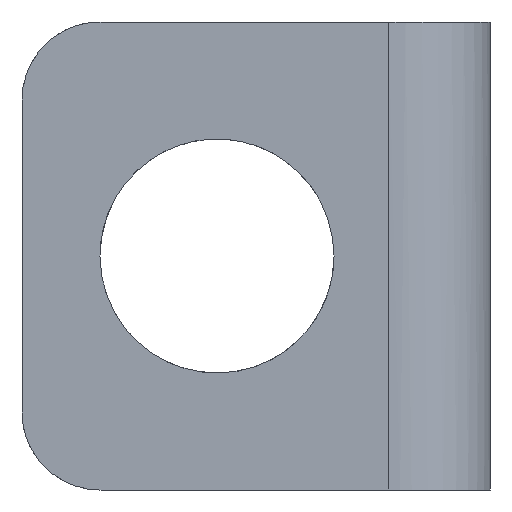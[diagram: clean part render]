
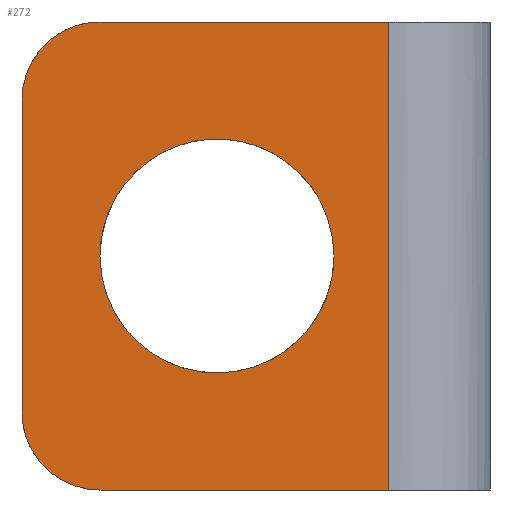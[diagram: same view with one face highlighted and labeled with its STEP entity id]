
A CAD part, left-side view. The second image highlights one B-rep face of the part: STEP entity #272.
In plain terms, the highlighted free-form (B-spline) face has degree [1, 1] with [2, 2] control points.
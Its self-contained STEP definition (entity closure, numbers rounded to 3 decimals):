
#1 = EDGE_CURVE ( 'NONE', #411, #105, #213, .T. ) ;
#17 = ORIENTED_EDGE ( 'NONE', *, *, #458, .F. ) ;
#20 = CARTESIAN_POINT ( 'NONE',  ( 5048.307, 505.356, 55.858 ) ) ;
#26 = CARTESIAN_POINT ( 'NONE',  ( 5048.307, 495.356, 60. ) ) ;
#33 = CARTESIAN_POINT ( 'NONE',  ( 5048.307, 501.214, 0. ) ) ;
#35 = VERTEX_POINT ( 'NONE', #590 ) ;
#39 = CARTESIAN_POINT ( 'NONE',  ( 5048.307, 465.356, 30. ) ) ;
#50 = CARTESIAN_POINT ( 'NONE',  ( 5048.307, 505.356, 10. ) ) ;
#58 = ORIENTED_EDGE ( 'NONE', *, *, #69, .F. ) ;
#61 = CARTESIAN_POINT ( 'NONE',  ( 5048.307, 465.356, 30. ) ) ;
#69 = EDGE_CURVE ( 'NONE', #596, #591, #406, .T. ) ;
#73 = CARTESIAN_POINT ( 'NONE',  ( 5048.307, 465.356, 30. ) ) ;
#78 = CARTESIAN_POINT ( 'NONE',  ( 5048.307, 495.356, 0. ) ) ;
#80 = CARTESIAN_POINT ( 'NONE',  ( 5048.307, 458.356, 60. ) ) ;
#81 = CARTESIAN_POINT ( 'NONE',  ( 5048.307, 489.143, 45. ) ) ;
#86 = CARTESIAN_POINT ( 'NONE',  ( 5048.307, 505.356, 0. ) ) ;
#88 = CARTESIAN_POINT ( 'NONE',  ( 5048.307, 480.356, 45. ) ) ;
#92 = CARTESIAN_POINT ( 'NONE',  ( 5048.307, 495.356, 60. ) ) ;
#105 = VERTEX_POINT ( 'NONE', #92 ) ;
#114 = VERTEX_POINT ( 'NONE', #179 ) ;
#125 = CARTESIAN_POINT ( 'NONE',  ( 5048.307, 495.356, 38.787 ) ) ;
#126 = CARTESIAN_POINT ( 'NONE',  ( 5048.307, 458.356, 0. ) ) ;
#130 = CARTESIAN_POINT ( 'NONE',  ( 5048.307, 458.356, 0. ) ) ;
#132 = CARTESIAN_POINT ( 'NONE',  ( 5048.307, 458.356, 60. ) ) ;
#163 = CARTESIAN_POINT ( 'NONE',  ( 5048.307, 495.356, 0. ) ) ;
#179 = CARTESIAN_POINT ( 'NONE',  ( 5048.307, 458.356, 60. ) ) ;
#182 = CARTESIAN_POINT ( 'NONE',  ( 5048.307, 505.356, 4.142 ) ) ;
#213 =( BOUNDED_CURVE ( )  B_SPLINE_CURVE ( 3, ( #214, #20, #476, #467 ),
 .UNSPECIFIED., .F., .T. ) 
 B_SPLINE_CURVE_WITH_KNOTS ( ( 4, 4 ),
 ( -1.571, 0. ),
 .UNSPECIFIED. ) 
 CURVE ( )  GEOMETRIC_REPRESENTATION_ITEM ( )  RATIONAL_B_SPLINE_CURVE ( ( 1., 0.805, 0.805, 1. ) ) 
 REPRESENTATION_ITEM ( '' )  );
#214 = CARTESIAN_POINT ( 'NONE',  ( 5048.307, 505.356, 50. ) ) ;
#219 = EDGE_CURVE ( 'NONE', #35, #433, #579, .T. ) ;
#231 = CARTESIAN_POINT ( 'NONE',  ( 5048.307, 495.356, 30. ) ) ;
#232 = CARTESIAN_POINT ( 'NONE',  ( 5048.307, 505.356, 10. ) ) ;
#237 = CARTESIAN_POINT ( 'NONE',  ( 5048.307, 465.356, 38.787 ) ) ;
#250 = B_SPLINE_CURVE_WITH_KNOTS ( 'NONE', 1,
 ( #50, #551 ),
 .UNSPECIFIED., .F., .F.,
 ( 2, 2 ),
 ( 0., 1. ),
 .UNSPECIFIED. ) ;
#255 = EDGE_CURVE ( 'NONE', #513, #411, #250, .T. ) ;
#272 = ADVANCED_FACE ( 'NONE', ( #393, #304 ), #442, .F. ) ;
#276 = CARTESIAN_POINT ( 'NONE',  ( 5048.307, 505.356, 50. ) ) ;
#285 = CARTESIAN_POINT ( 'NONE',  ( 5048.307, 505.356, 10. ) ) ;
#304 = FACE_OUTER_BOUND ( 'NONE', #599, .T. ) ;
#316 = ORIENTED_EDGE ( 'NONE', *, *, #1, .F. ) ;
#331 = CARTESIAN_POINT ( 'NONE',  ( 5048.307, 495.356, 30. ) ) ;
#337 = ORIENTED_EDGE ( 'NONE', *, *, #606, .F. ) ;
#350 = ORIENTED_EDGE ( 'NONE', *, *, #219, .F. ) ;
#356 = ORIENTED_EDGE ( 'NONE', *, *, #255, .F. ) ;
#368 = EDGE_CURVE ( 'NONE', #433, #513, #537, .T. ) ;
#393 = FACE_BOUND ( 'NONE', #464, .T. ) ;
#401 =( BOUNDED_CURVE ( )  B_SPLINE_CURVE ( 3, ( #511, #562, #609, #61 ),
 .UNSPECIFIED., .F., .T. ) 
 B_SPLINE_CURVE_WITH_KNOTS ( ( 4, 4 ),
 ( -3.142, 0. ),
 .UNSPECIFIED. ) 
 CURVE ( )  GEOMETRIC_REPRESENTATION_ITEM ( )  RATIONAL_B_SPLINE_CURVE ( ( 1., 0.333, 0.333, 1. ) ) 
 REPRESENTATION_ITEM ( '' )  );
#406 =( BOUNDED_CURVE ( )  B_SPLINE_CURVE ( 3, ( #39, #237, #435, #88, #81, #125, #331 ),
 .UNSPECIFIED., .F., .T. ) 
 B_SPLINE_CURVE_WITH_KNOTS ( ( 4, 3, 4 ),
 ( -3.142, -1.571, 0. ),
 .UNSPECIFIED. ) 
 CURVE ( )  GEOMETRIC_REPRESENTATION_ITEM ( )  RATIONAL_B_SPLINE_CURVE ( ( 1., 0.805, 0.805, 1., 0.805, 0.805, 1. ) ) 
 REPRESENTATION_ITEM ( '' )  );
#411 = VERTEX_POINT ( 'NONE', #276 ) ;
#414 = CARTESIAN_POINT ( 'NONE',  ( 5048.307, 458.356, 0. ) ) ;
#433 = VERTEX_POINT ( 'NONE', #163 ) ;
#435 = CARTESIAN_POINT ( 'NONE',  ( 5048.307, 471.569, 45. ) ) ;
#437 = ORIENTED_EDGE ( 'NONE', *, *, #368, .F. ) ;
#442 = B_SPLINE_SURFACE_WITH_KNOTS ( 'NONE', 1, 1, ( 
 ( #130, #593 ),
 ( #86, #493 ) ),
 .UNSPECIFIED., .F., .F., .F.,
 ( 2, 2 ),
 ( 2, 2 ),
 ( 0., 1. ),
 ( 0., 1. ),
 .UNSPECIFIED. ) ;
#458 = EDGE_CURVE ( 'NONE', #105, #114, #611, .T. ) ;
#464 = EDGE_LOOP ( 'NONE', ( #581, #58 ) ) ;
#467 = CARTESIAN_POINT ( 'NONE',  ( 5048.307, 495.356, 60. ) ) ;
#474 = EDGE_CURVE ( 'NONE', #591, #596, #401, .T. ) ;
#476 = CARTESIAN_POINT ( 'NONE',  ( 5048.307, 501.214, 60. ) ) ;
#493 = CARTESIAN_POINT ( 'NONE',  ( 5048.307, 505.356, 60. ) ) ;
#502 = B_SPLINE_CURVE_WITH_KNOTS ( 'NONE', 1,
 ( #132, #126 ),
 .UNSPECIFIED., .F., .F.,
 ( 2, 2 ),
 ( -1., 0. ),
 .UNSPECIFIED. ) ;
#511 = CARTESIAN_POINT ( 'NONE',  ( 5048.307, 495.356, 30. ) ) ;
#513 = VERTEX_POINT ( 'NONE', #285 ) ;
#537 =( BOUNDED_CURVE ( )  B_SPLINE_CURVE ( 3, ( #78, #33, #182, #232 ),
 .UNSPECIFIED., .F., .T. ) 
 B_SPLINE_CURVE_WITH_KNOTS ( ( 4, 4 ),
 ( -1.571, 0. ),
 .UNSPECIFIED. ) 
 CURVE ( )  GEOMETRIC_REPRESENTATION_ITEM ( )  RATIONAL_B_SPLINE_CURVE ( ( 1., 0.805, 0.805, 1. ) ) 
 REPRESENTATION_ITEM ( '' )  );
#551 = CARTESIAN_POINT ( 'NONE',  ( 5048.307, 505.356, 50. ) ) ;
#562 = CARTESIAN_POINT ( 'NONE',  ( 5048.307, 495.356, 0. ) ) ;
#579 = B_SPLINE_CURVE_WITH_KNOTS ( 'NONE', 1,
 ( #414, #619 ),
 .UNSPECIFIED., .F., .F.,
 ( 2, 2 ),
 ( 0., 1. ),
 .UNSPECIFIED. ) ;
#581 = ORIENTED_EDGE ( 'NONE', *, *, #474, .F. ) ;
#590 = CARTESIAN_POINT ( 'NONE',  ( 5048.307, 458.356, 0. ) ) ;
#591 = VERTEX_POINT ( 'NONE', #231 ) ;
#593 = CARTESIAN_POINT ( 'NONE',  ( 5048.307, 458.356, 60. ) ) ;
#596 = VERTEX_POINT ( 'NONE', #73 ) ;
#599 = EDGE_LOOP ( 'NONE', ( #316, #356, #437, #350, #337, #17 ) ) ;
#606 = EDGE_CURVE ( 'NONE', #114, #35, #502, .T. ) ;
#609 = CARTESIAN_POINT ( 'NONE',  ( 5048.307, 465.356, 0. ) ) ;
#611 = B_SPLINE_CURVE_WITH_KNOTS ( 'NONE', 1,
 ( #26, #80 ),
 .UNSPECIFIED., .F., .F.,
 ( 2, 2 ),
 ( 0., 1. ),
 .UNSPECIFIED. ) ;
#619 = CARTESIAN_POINT ( 'NONE',  ( 5048.307, 495.356, 0. ) ) ;
